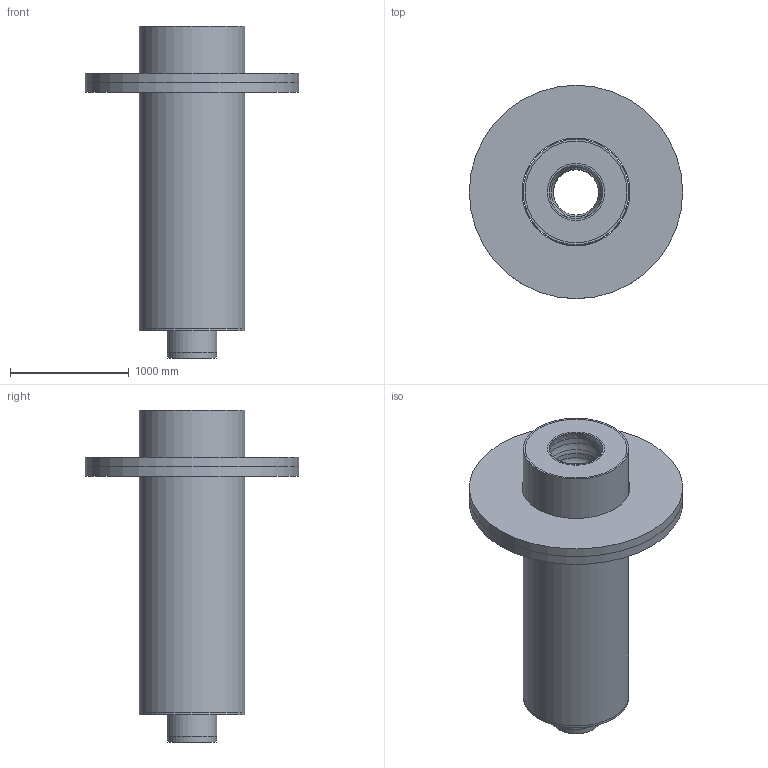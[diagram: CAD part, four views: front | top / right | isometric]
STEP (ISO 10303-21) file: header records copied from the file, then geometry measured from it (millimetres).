
FILE_DESCRIPTION(/* description */ (''),/* implementation_level */ '2;1');
FILE_NAME(/* name */ '82651.040X_3D.stp',/* time_stamp */ '2024-12-12T09:49:42+01:00',/* author */ ('CAD'),/* organization */ (''),/* preprocessor_version */ 'ST-DEVELOPER v20',/* originating_system */ 'AutoCAD Mechanical',/* authorisation */ '');
FILE_SCHEMA (('AUTOMOTIVE_DESIGN { 1 0 10303 214 3 1 1 }'));
Length unit declared in the file: centimetre
Products named in the file (1): Product
Bounding box: 1800 x 1800 x 2800 mm (x, y, z)
Volume: 574700830.6 mm3; surface area: 33662245.4 mm2
Topology: 6 solids, 6 shells, 56 faces, 102 edges, 66 vertices
Faces by surface type: plane 20, cylinder 18, torus 6, cone 6, bspline 6
Full cylindrical faces by diameter (mm): 390 x1, 420 x2, 450 x1, 480 x2, 510 x2, 770 x1, 858 x3, 890 x2, 910 x2, 1800 x2
Entity records: 1598 total; most frequent: CARTESIAN_POINT 381, DIRECTION 282, ORIENTED_EDGE 204, AXIS2_PLACEMENT_3D 129, EDGE_CURVE 102, CIRCLE 78, EDGE_LOOP 76, VERTEX_POINT 66
